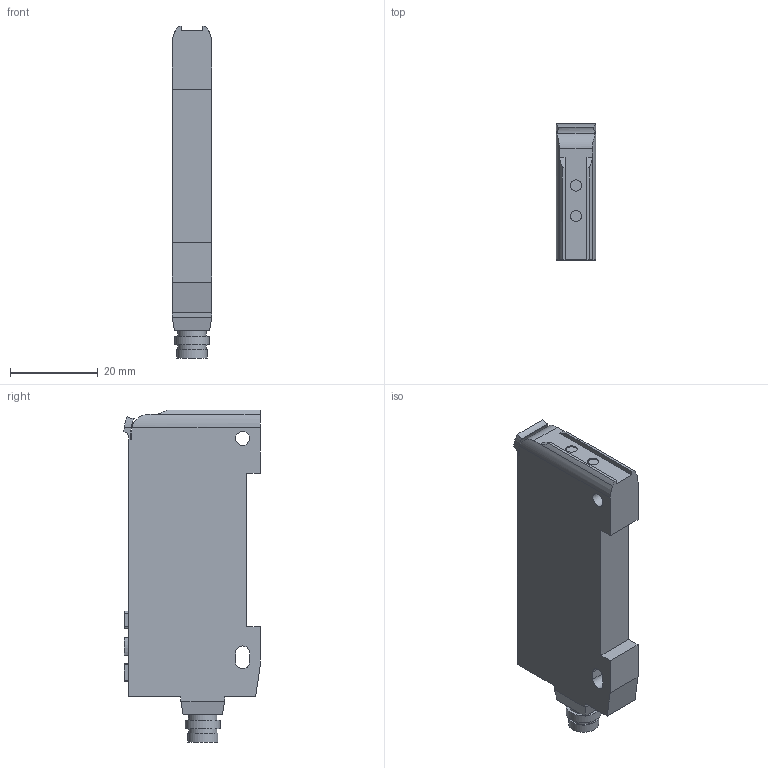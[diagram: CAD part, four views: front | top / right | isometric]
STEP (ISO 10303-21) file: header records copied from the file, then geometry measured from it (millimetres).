
FILE_DESCRIPTION(/* description */ (''),/* implementation_level */ '2;1');
FILE_NAME(/* name */ 'OL100370.stp',/* time_stamp */ '2016-10-07T14:27:34+02:00',/* author */ ('mitarbeiter'),/* organization */ (''),/* preprocessor_version */ 'ST-DEVELOPER v15.2',/* originating_system */ 'Autodesk Inventor 2014',/* authorisation */ '');
FILE_SCHEMA (('AUTOMOTIVE_DESIGN { 1 0 10303 214 3 1 1 }'));
Length unit declared in the file: millimetre
Products named in the file (1): OL100370
Bounding box: 9 x 31.1 x 75.85 mm (x, y, z)
Volume: 16847.4 mm3; surface area: 6064.3 mm2
Topology: 1 solids, 1 shells, 94 faces, 234 edges, 154 vertices
Faces by surface type: plane 62, cylinder 31, bspline 1
Full cylindrical faces by diameter (mm): 2.6 x2, 3.2 x1, 6.4 x1, 6.5 x1, 6.9 x1, 8 x1
Entity records: 2831 total; most frequent: CARTESIAN_POINT 545, DIRECTION 459, ORIENTED_EDGE 454, EDGE_CURVE 227, LINE 163, VECTOR 163, VERTEX_POINT 154, AXIS2_PLACEMENT_3D 148
